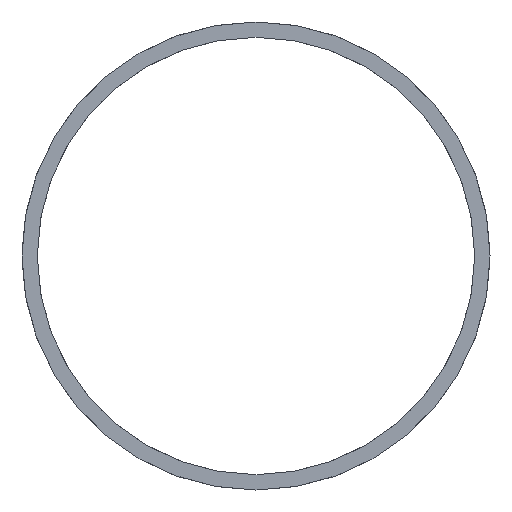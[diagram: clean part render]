
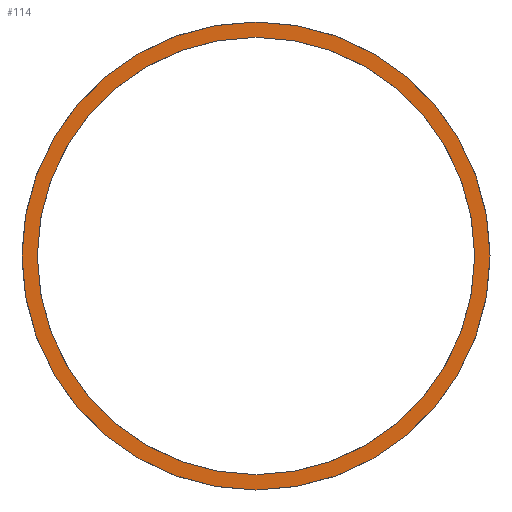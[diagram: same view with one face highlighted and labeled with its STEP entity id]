
A CAD part, left-side view. The second image highlights one B-rep face of the part: STEP entity #114.
In plain terms, the highlighted planar face has unit normal (-1, 0, 0).
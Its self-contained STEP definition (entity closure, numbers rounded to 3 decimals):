
#8 = EDGE_CURVE ( 'NONE', #165, #89, #78, .T. ) ;
#12 = CIRCLE ( 'NONE', #200, 24.15 ) ;
#27 = DIRECTION ( 'NONE',  ( 0., 0., -1. ) ) ;
#50 = CARTESIAN_POINT ( 'NONE',  ( -1.25, 0., 24.15 ) ) ;
#65 = CARTESIAN_POINT ( 'NONE',  ( -1.25, 0., 25.845 ) ) ;
#69 = EDGE_LOOP ( 'NONE', ( #310, #237 ) ) ;
#78 = CIRCLE ( 'NONE', #82, 25.845 ) ;
#82 = AXIS2_PLACEMENT_3D ( 'NONE', #203, #336, #205 ) ;
#89 = VERTEX_POINT ( 'NONE', #94 ) ;
#90 = AXIS2_PLACEMENT_3D ( 'NONE', #447, #206, #486 ) ;
#92 = CARTESIAN_POINT ( 'NONE',  ( -1.25, 0., 0. ) ) ;
#94 = CARTESIAN_POINT ( 'NONE',  ( -1.25, 0., -25.845 ) ) ;
#112 = CIRCLE ( 'NONE', #475, 24.15 ) ;
#114 = ADVANCED_FACE ( 'NONE', ( #238, #426 ), #169, .F. ) ;
#124 = VERTEX_POINT ( 'NONE', #50 ) ;
#127 = ORIENTED_EDGE ( 'NONE', *, *, #431, .F. ) ;
#165 = VERTEX_POINT ( 'NONE', #65 ) ;
#169 = PLANE ( 'NONE',  #269 ) ;
#171 = DIRECTION ( 'NONE',  ( 0., 0., -1. ) ) ;
#176 = EDGE_CURVE ( 'NONE', #124, #495, #112, .T. ) ;
#200 = AXIS2_PLACEMENT_3D ( 'NONE', #92, #284, #257 ) ;
#203 = CARTESIAN_POINT ( 'NONE',  ( -1.25, 0., 0. ) ) ;
#205 = DIRECTION ( 'NONE',  ( 0., 0., -1. ) ) ;
#206 = DIRECTION ( 'NONE',  ( 1., 0., 0. ) ) ;
#235 = ORIENTED_EDGE ( 'NONE', *, *, #8, .F. ) ;
#237 = ORIENTED_EDGE ( 'NONE', *, *, #321, .T. ) ;
#238 = FACE_OUTER_BOUND ( 'NONE', #273, .T. ) ;
#243 = CIRCLE ( 'NONE', #90, 25.845 ) ;
#257 = DIRECTION ( 'NONE',  ( 0., 0., -1. ) ) ;
#266 = DIRECTION ( 'NONE',  ( 1., 0., 0. ) ) ;
#269 = AXIS2_PLACEMENT_3D ( 'NONE', #503, #401, #171 ) ;
#273 = EDGE_LOOP ( 'NONE', ( #235, #127 ) ) ;
#284 = DIRECTION ( 'NONE',  ( 1., 0., 0. ) ) ;
#310 = ORIENTED_EDGE ( 'NONE', *, *, #176, .T. ) ;
#321 = EDGE_CURVE ( 'NONE', #495, #124, #12, .T. ) ;
#336 = DIRECTION ( 'NONE',  ( 1., 0., 0. ) ) ;
#355 = CARTESIAN_POINT ( 'NONE',  ( -1.25, 0., 0. ) ) ;
#401 = DIRECTION ( 'NONE',  ( 1., 0., 0. ) ) ;
#426 = FACE_BOUND ( 'NONE', #69, .T. ) ;
#431 = EDGE_CURVE ( 'NONE', #89, #165, #243, .T. ) ;
#447 = CARTESIAN_POINT ( 'NONE',  ( -1.25, 0., 0. ) ) ;
#450 = CARTESIAN_POINT ( 'NONE',  ( -1.25, 0., -24.15 ) ) ;
#475 = AXIS2_PLACEMENT_3D ( 'NONE', #355, #266, #27 ) ;
#486 = DIRECTION ( 'NONE',  ( 0., 0., -1. ) ) ;
#495 = VERTEX_POINT ( 'NONE', #450 ) ;
#503 = CARTESIAN_POINT ( 'NONE',  ( -1.25, 0., 0. ) ) ;
